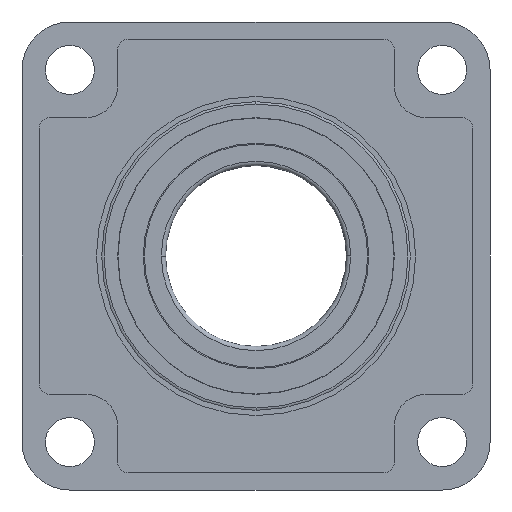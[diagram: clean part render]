
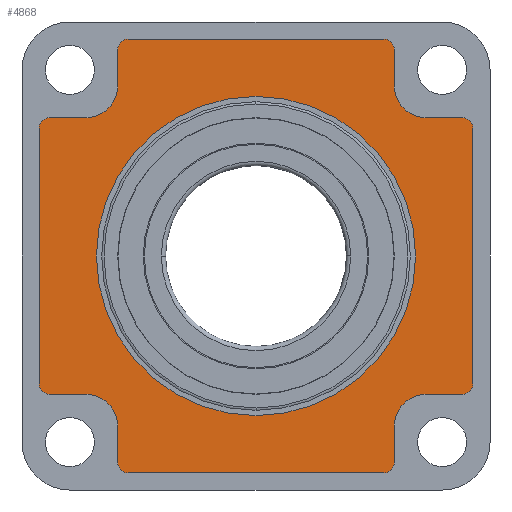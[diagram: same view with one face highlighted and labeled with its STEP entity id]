
A CAD part, front view. The second image highlights one B-rep face of the part: STEP entity #4868.
In plain terms, the highlighted planar face has unit normal (0, -1, 0).
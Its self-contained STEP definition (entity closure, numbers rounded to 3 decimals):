
#1229=CARTESIAN_POINT('',(0.,-23.5,0.));
#1230=DIRECTION('',(0.,1.,0.));
#1231=DIRECTION('',(-1.,0.,0.));
#1232=AXIS2_PLACEMENT_3D('',#1229,#1230,#1231);
#1234=CARTESIAN_POINT('',(0.,-23.5,0.));
#1235=DIRECTION('',(0.,1.,0.));
#1236=DIRECTION('',(1.,0.,0.));
#1237=AXIS2_PLACEMENT_3D('',#1234,#1235,#1236);
#1239=CARTESIAN_POINT('',(60.,-23.5,-97.));
#1240=DIRECTION('',(0.,-1.,0.));
#1241=DIRECTION('',(0.,0.,-1.));
#1242=AXIS2_PLACEMENT_3D('',#1239,#1240,#1241);
#1244=DIRECTION('',(1.,0.,0.));
#1245=VECTOR('',#1244,120.);
#1246=CARTESIAN_POINT('',(-60.,-23.5,-102.));
#1247=LINE('',#1246,#1245);
#1248=CARTESIAN_POINT('',(-60.,-23.5,-97.));
#1249=DIRECTION('',(0.,-1.,0.));
#1250=DIRECTION('',(-1.,0.,0.));
#1251=AXIS2_PLACEMENT_3D('',#1248,#1249,#1250);
#1253=DIRECTION('',(0.,0.,-1.));
#1254=VECTOR('',#1253,17.);
#1255=CARTESIAN_POINT('',(-65.,-23.5,-80.));
#1256=LINE('',#1255,#1254);
#1257=CARTESIAN_POINT('',(-80.,-23.5,-80.));
#1258=DIRECTION('',(0.,1.,0.));
#1259=DIRECTION('',(0.,0.,1.));
#1260=AXIS2_PLACEMENT_3D('',#1257,#1258,#1259);
#1262=DIRECTION('',(1.,0.,0.));
#1263=VECTOR('',#1262,17.);
#1264=CARTESIAN_POINT('',(-97.,-23.5,-65.));
#1265=LINE('',#1264,#1263);
#1266=CARTESIAN_POINT('',(-97.,-23.5,-60.));
#1267=DIRECTION('',(0.,-1.,0.));
#1268=DIRECTION('',(-1.,0.,0.));
#1269=AXIS2_PLACEMENT_3D('',#1266,#1267,#1268);
#1271=DIRECTION('',(0.,0.,-1.));
#1272=VECTOR('',#1271,120.);
#1273=CARTESIAN_POINT('',(-102.,-23.5,60.));
#1274=LINE('',#1273,#1272);
#1275=CARTESIAN_POINT('',(-97.,-23.5,60.));
#1276=DIRECTION('',(0.,-1.,0.));
#1277=DIRECTION('',(0.,0.,1.));
#1278=AXIS2_PLACEMENT_3D('',#1275,#1276,#1277);
#1280=DIRECTION('',(-1.,0.,0.));
#1281=VECTOR('',#1280,17.);
#1282=CARTESIAN_POINT('',(-80.,-23.5,65.));
#1283=LINE('',#1282,#1281);
#1284=CARTESIAN_POINT('',(-80.,-23.5,80.));
#1285=DIRECTION('',(0.,1.,0.));
#1286=DIRECTION('',(1.,0.,0.));
#1287=AXIS2_PLACEMENT_3D('',#1284,#1285,#1286);
#1289=DIRECTION('',(0.,0.,-1.));
#1290=VECTOR('',#1289,17.);
#1291=CARTESIAN_POINT('',(-65.,-23.5,97.));
#1292=LINE('',#1291,#1290);
#1293=CARTESIAN_POINT('',(-60.,-23.5,97.));
#1294=DIRECTION('',(0.,-1.,0.));
#1295=DIRECTION('',(0.,0.,1.));
#1296=AXIS2_PLACEMENT_3D('',#1293,#1294,#1295);
#1298=DIRECTION('',(-1.,0.,0.));
#1299=VECTOR('',#1298,120.);
#1300=CARTESIAN_POINT('',(60.,-23.5,102.));
#1301=LINE('',#1300,#1299);
#1302=CARTESIAN_POINT('',(60.,-23.5,97.));
#1303=DIRECTION('',(0.,-1.,0.));
#1304=DIRECTION('',(1.,0.,0.));
#1305=AXIS2_PLACEMENT_3D('',#1302,#1303,#1304);
#1307=DIRECTION('',(0.,0.,1.));
#1308=VECTOR('',#1307,17.);
#1309=CARTESIAN_POINT('',(65.,-23.5,80.));
#1310=LINE('',#1309,#1308);
#1311=CARTESIAN_POINT('',(80.,-23.5,80.));
#1312=DIRECTION('',(0.,1.,0.));
#1313=DIRECTION('',(0.,0.,-1.));
#1314=AXIS2_PLACEMENT_3D('',#1311,#1312,#1313);
#1316=DIRECTION('',(-1.,0.,0.));
#1317=VECTOR('',#1316,17.);
#1318=CARTESIAN_POINT('',(97.,-23.5,65.));
#1319=LINE('',#1318,#1317);
#1320=CARTESIAN_POINT('',(97.,-23.5,60.));
#1321=DIRECTION('',(0.,-1.,0.));
#1322=DIRECTION('',(1.,0.,0.));
#1323=AXIS2_PLACEMENT_3D('',#1320,#1321,#1322);
#1325=DIRECTION('',(0.,0.,1.));
#1326=VECTOR('',#1325,120.);
#1327=CARTESIAN_POINT('',(102.,-23.5,-60.));
#1328=LINE('',#1327,#1326);
#1329=CARTESIAN_POINT('',(97.,-23.5,-60.));
#1330=DIRECTION('',(0.,-1.,0.));
#1331=DIRECTION('',(0.,0.,-1.));
#1332=AXIS2_PLACEMENT_3D('',#1329,#1330,#1331);
#1334=DIRECTION('',(1.,0.,0.));
#1335=VECTOR('',#1334,17.);
#1336=CARTESIAN_POINT('',(80.,-23.5,-65.));
#1337=LINE('',#1336,#1335);
#1338=CARTESIAN_POINT('',(80.,-23.5,-80.));
#1339=DIRECTION('',(0.,1.,0.));
#1340=DIRECTION('',(-1.,0.,0.));
#1341=AXIS2_PLACEMENT_3D('',#1338,#1339,#1340);
#1343=DIRECTION('',(0.,0.,1.));
#1344=VECTOR('',#1343,17.);
#1345=CARTESIAN_POINT('',(65.,-23.5,-97.));
#1346=LINE('',#1345,#1344);
#2993=CARTESIAN_POINT('',(-75.,-23.5,0.));
#2994=VERTEX_POINT('',#2993);
#2995=CARTESIAN_POINT('',(75.,-23.5,0.));
#2996=VERTEX_POINT('',#2995);
#3049=CARTESIAN_POINT('',(65.,-23.5,-80.));
#3050=CARTESIAN_POINT('',(80.,-23.5,-65.));
#3051=VERTEX_POINT('',#3049);
#3052=VERTEX_POINT('',#3050);
#3053=CARTESIAN_POINT('',(80.,-23.5,65.));
#3054=CARTESIAN_POINT('',(65.,-23.5,80.));
#3055=VERTEX_POINT('',#3053);
#3056=VERTEX_POINT('',#3054);
#3057=CARTESIAN_POINT('',(-65.,-23.5,80.));
#3058=CARTESIAN_POINT('',(-80.,-23.5,65.));
#3059=VERTEX_POINT('',#3057);
#3060=VERTEX_POINT('',#3058);
#3061=CARTESIAN_POINT('',(-80.,-23.5,-65.));
#3062=CARTESIAN_POINT('',(-65.,-23.5,-80.));
#3063=VERTEX_POINT('',#3061);
#3064=VERTEX_POINT('',#3062);
#3081=CARTESIAN_POINT('',(60.,-23.5,-102.));
#3082=CARTESIAN_POINT('',(65.,-23.5,-97.));
#3083=VERTEX_POINT('',#3081);
#3084=VERTEX_POINT('',#3082);
#3089=CARTESIAN_POINT('',(-65.,-23.5,-97.));
#3090=CARTESIAN_POINT('',(-60.,-23.5,-102.));
#3091=VERTEX_POINT('',#3089);
#3092=VERTEX_POINT('',#3090);
#3097=CARTESIAN_POINT('',(-102.,-23.5,-60.));
#3098=CARTESIAN_POINT('',(-97.,-23.5,-65.));
#3099=VERTEX_POINT('',#3097);
#3100=VERTEX_POINT('',#3098);
#3105=CARTESIAN_POINT('',(97.,-23.5,-65.));
#3106=CARTESIAN_POINT('',(102.,-23.5,-60.));
#3107=VERTEX_POINT('',#3105);
#3108=VERTEX_POINT('',#3106);
#3113=CARTESIAN_POINT('',(-97.,-23.5,65.));
#3114=CARTESIAN_POINT('',(-102.,-23.5,60.));
#3115=VERTEX_POINT('',#3113);
#3116=VERTEX_POINT('',#3114);
#3121=CARTESIAN_POINT('',(-60.,-23.5,102.));
#3122=CARTESIAN_POINT('',(-65.,-23.5,97.));
#3123=VERTEX_POINT('',#3121);
#3124=VERTEX_POINT('',#3122);
#3129=CARTESIAN_POINT('',(102.,-23.5,60.));
#3130=VERTEX_POINT('',#3129);
#3131=CARTESIAN_POINT('',(60.,-23.5,102.));
#3132=VERTEX_POINT('',#3131);
#3137=CARTESIAN_POINT('',(65.,-23.5,97.));
#3138=VERTEX_POINT('',#3137);
#3141=CARTESIAN_POINT('',(97.,-23.5,65.));
#3142=VERTEX_POINT('',#3141);
#4809=CARTESIAN_POINT('',(0.,-23.5,0.));
#4810=DIRECTION('',(0.,-1.,0.));
#4811=DIRECTION('',(-1.,0.,0.));
#4812=AXIS2_PLACEMENT_3D('',#4809,#4810,#4811);
#4813=PLANE('',#4812);
#4815=ORIENTED_EDGE('',*,*,#4814,.F.);
#4817=ORIENTED_EDGE('',*,*,#4816,.F.);
#4819=ORIENTED_EDGE('',*,*,#4818,.F.);
#4821=ORIENTED_EDGE('',*,*,#4820,.F.);
#4823=ORIENTED_EDGE('',*,*,#4822,.F.);
#4825=ORIENTED_EDGE('',*,*,#4824,.F.);
#4827=ORIENTED_EDGE('',*,*,#4826,.F.);
#4829=ORIENTED_EDGE('',*,*,#4828,.F.);
#4831=ORIENTED_EDGE('',*,*,#4830,.F.);
#4833=ORIENTED_EDGE('',*,*,#4832,.F.);
#4835=ORIENTED_EDGE('',*,*,#4834,.F.);
#4837=ORIENTED_EDGE('',*,*,#4836,.F.);
#4839=ORIENTED_EDGE('',*,*,#4838,.F.);
#4841=ORIENTED_EDGE('',*,*,#4840,.F.);
#4843=ORIENTED_EDGE('',*,*,#4842,.F.);
#4845=ORIENTED_EDGE('',*,*,#4844,.F.);
#4847=ORIENTED_EDGE('',*,*,#4846,.F.);
#4849=ORIENTED_EDGE('',*,*,#4848,.F.);
#4851=ORIENTED_EDGE('',*,*,#4850,.F.);
#4853=ORIENTED_EDGE('',*,*,#4852,.F.);
#4855=ORIENTED_EDGE('',*,*,#4854,.F.);
#4857=ORIENTED_EDGE('',*,*,#4856,.F.);
#4859=ORIENTED_EDGE('',*,*,#4858,.F.);
#4861=ORIENTED_EDGE('',*,*,#4860,.F.);
#4862=EDGE_LOOP('',(#4815,#4817,#4819,#4821,#4823,#4825,#4827,#4829,#4831,#4833,
#4835,#4837,#4839,#4841,#4843,#4845,#4847,#4849,#4851,#4853,#4855,#4857,#4859,
#4861));
#4863=FACE_OUTER_BOUND('',#4862,.F.);
#4864=ORIENTED_EDGE('',*,*,#4788,.F.);
#4865=ORIENTED_EDGE('',*,*,#4804,.F.);
#4866=EDGE_LOOP('',(#4864,#4865));
#4867=FACE_BOUND('',#4866,.F.);
#4868=ADVANCED_FACE('',(#4863,#4867),#4813,.T.);
#1233=CIRCLE('',#1232,75.);
#1238=CIRCLE('',#1237,75.);
#1243=CIRCLE('',#1242,5.);
#1252=CIRCLE('',#1251,5.);
#1261=CIRCLE('',#1260,15.);
#1270=CIRCLE('',#1269,5.);
#1279=CIRCLE('',#1278,5.);
#1288=CIRCLE('',#1287,15.);
#1297=CIRCLE('',#1296,5.);
#1306=CIRCLE('',#1305,5.);
#1315=CIRCLE('',#1314,15.);
#1324=CIRCLE('',#1323,5.);
#1333=CIRCLE('',#1332,5.);
#1342=CIRCLE('',#1341,15.);
#4788=EDGE_CURVE('',#2994,#2996,#1233,.T.);
#4804=EDGE_CURVE('',#2996,#2994,#1238,.T.);
#4814=EDGE_CURVE('',#3083,#3084,#1243,.T.);
#4816=EDGE_CURVE('',#3092,#3083,#1247,.T.);
#4818=EDGE_CURVE('',#3091,#3092,#1252,.T.);
#4820=EDGE_CURVE('',#3064,#3091,#1256,.T.);
#4822=EDGE_CURVE('',#3063,#3064,#1261,.T.);
#4824=EDGE_CURVE('',#3100,#3063,#1265,.T.);
#4826=EDGE_CURVE('',#3099,#3100,#1270,.T.);
#4828=EDGE_CURVE('',#3116,#3099,#1274,.T.);
#4830=EDGE_CURVE('',#3115,#3116,#1279,.T.);
#4832=EDGE_CURVE('',#3060,#3115,#1283,.T.);
#4834=EDGE_CURVE('',#3059,#3060,#1288,.T.);
#4836=EDGE_CURVE('',#3124,#3059,#1292,.T.);
#4838=EDGE_CURVE('',#3123,#3124,#1297,.T.);
#4840=EDGE_CURVE('',#3132,#3123,#1301,.T.);
#4842=EDGE_CURVE('',#3138,#3132,#1306,.T.);
#4844=EDGE_CURVE('',#3056,#3138,#1310,.T.);
#4846=EDGE_CURVE('',#3055,#3056,#1315,.T.);
#4848=EDGE_CURVE('',#3142,#3055,#1319,.T.);
#4850=EDGE_CURVE('',#3130,#3142,#1324,.T.);
#4852=EDGE_CURVE('',#3108,#3130,#1328,.T.);
#4854=EDGE_CURVE('',#3107,#3108,#1333,.T.);
#4856=EDGE_CURVE('',#3052,#3107,#1337,.T.);
#4858=EDGE_CURVE('',#3051,#3052,#1342,.T.);
#4860=EDGE_CURVE('',#3084,#3051,#1346,.T.);
